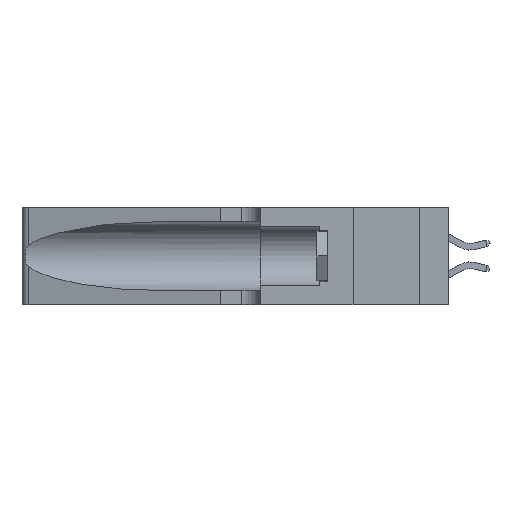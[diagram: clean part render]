
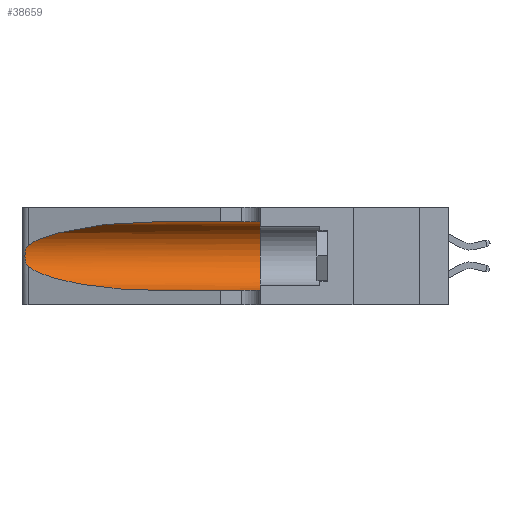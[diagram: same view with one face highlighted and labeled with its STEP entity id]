
A CAD part, left-side view. The second image highlights one B-rep face of the part: STEP entity #38659.
In plain terms, the highlighted cylindrical face has radius 3.308 mm (diameter 6.617 mm), a partial arc.
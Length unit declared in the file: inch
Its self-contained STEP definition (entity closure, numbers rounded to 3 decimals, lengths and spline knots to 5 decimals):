
#105 = CARTESIAN_POINT ( 'NONE',  ( 0.25639, 1.23184, 0.21858 ) ) ;
#1032 = VERTEX_POINT ( 'NONE', #35380 ) ;
#1591 = AXIS2_PLACEMENT_3D ( 'NONE', #11430, #39347, #18471 ) ;
#2453 = ORIENTED_EDGE ( 'NONE', *, *, #42987, .F. ) ;
#2557 = EDGE_CURVE ( 'NONE', #26647, #1032, #3380, .T. ) ;
#2847 = CARTESIAN_POINT ( 'NONE',  ( 0.1305, 0.35, 0.05475 ) ) ;
#3380 =( BOUNDED_CURVE ( )  B_SPLINE_CURVE ( 3, ( #22003, #25499, #4549, #28990 ),
 .UNSPECIFIED., .F., .T. ) 
 B_SPLINE_CURVE_WITH_KNOTS ( ( 4, 4 ),
 ( 1.5708, 2.84003 ),
 .UNSPECIFIED. ) 
 CURVE ( )  GEOMETRIC_REPRESENTATION_ITEM ( )  RATIONAL_B_SPLINE_CURVE ( ( 1., 0.87, 0.87, 1. ) ) 
 REPRESENTATION_ITEM ( '' )  );
#3557 = CARTESIAN_POINT ( 'NONE',  ( 0.1305, 0.72297, 0.05475 ) ) ;
#3666 = CARTESIAN_POINT ( 'NONE',  ( 0.25854, 1.2359, 0.20912 ) ) ;
#4549 = CARTESIAN_POINT ( 'NONE',  ( 0.2373, 1.15595, 0.28018 ) ) ;
#5742 = ORIENTED_EDGE ( 'NONE', *, *, #8744, .T. ) ;
#7173 = CARTESIAN_POINT ( 'NONE',  ( 0.26075, 1.23896, 0.19203 ) ) ;
#8390 = CARTESIAN_POINT ( 'NONE',  ( 0.1305, 0.72297, 0.31525 ) ) ;
#8729 = VECTOR ( 'NONE', #33723, 39.37008 ) ;
#8744 = EDGE_CURVE ( 'NONE', #1032, #43616, #24427, .T. ) ;
#9690 = ORIENTED_EDGE ( 'NONE', *, *, #25634, .F. ) ;
#10746 = CARTESIAN_POINT ( 'NONE',  ( 0.26017, 1.23833, 0.17102 ) ) ;
#11210 = ORIENTED_EDGE ( 'NONE', *, *, #2557, .T. ) ;
#11430 = CARTESIAN_POINT ( 'NONE',  ( 0.1305, 1.61858, 0.185 ) ) ;
#11702 = CARTESIAN_POINT ( 'NONE',  ( 0.1305, 0.35, 0.31525 ) ) ;
#11914 = CARTESIAN_POINT ( 'NONE',  ( 0.18966, 0.96281, 0.05475 ) ) ;
#12074 = ORIENTED_EDGE ( 'NONE', *, *, #41999, .T. ) ;
#13296 = EDGE_CURVE ( 'NONE', #20914, #43983, #27341, .T. ) ;
#14272 = CARTESIAN_POINT ( 'NONE',  ( 0.25789, 1.23486, 0.15765 ) ) ;
#15030 = CARTESIAN_POINT ( 'NONE',  ( 0.25487, 1.22718, 0.14631 ) ) ;
#17768 = CARTESIAN_POINT ( 'NONE',  ( 0.25555, 1.22993, 0.14849 ) ) ;
#18471 = DIRECTION ( 'NONE',  ( 0., 0., -1. ) ) ;
#19352 = AXIS2_PLACEMENT_3D ( 'NONE', #20537, #44908, #24026 ) ;
#20093 = VECTOR ( 'NONE', #21033, 39.37008 ) ;
#20537 = CARTESIAN_POINT ( 'NONE',  ( 0.1305, 0.35, 0.185 ) ) ;
#20653 = CIRCLE ( 'NONE', #19352, 0.13025 ) ;
#20914 = VERTEX_POINT ( 'NONE', #3557 ) ;
#21033 = DIRECTION ( 'NONE',  ( 0., -1., 0. ) ) ;
#21122 = CARTESIAN_POINT ( 'NONE',  ( 0.25555, 1.22994, 0.2215 ) ) ;
#22003 = CARTESIAN_POINT ( 'NONE',  ( 0.1305, 0.72297, 0.31525 ) ) ;
#24026 = DIRECTION ( 'NONE',  ( 0., 0., 1. ) ) ;
#24190 = ORIENTED_EDGE ( 'NONE', *, *, #13296, .T. ) ;
#24427 = B_SPLINE_CURVE_WITH_KNOTS ( 'NONE', 3,
 ( #31504, #21122, #105, #24628, #3666, #28125, #7173, #31658, #10746, #35145, #14272, #38645, #17768, #42153 ),
 .UNSPECIFIED., .F., .F.,
 ( 4, 2, 2, 2, 2, 2, 4 ),
 ( 0., 0.00027, 0.00053, 0.00107, 0.0016, 0.00187, 0.00214 ),
 .UNSPECIFIED. ) ;
#24628 = CARTESIAN_POINT ( 'NONE',  ( 0.25787, 1.23484, 0.2124 ) ) ;
#25499 = CARTESIAN_POINT ( 'NONE',  ( 0.18966, 0.96281, 0.31525 ) ) ;
#25634 = EDGE_CURVE ( 'NONE', #26647, #35924, #29329, .T. ) ;
#26647 = VERTEX_POINT ( 'NONE', #8390 ) ;
#27341 = LINE ( 'NONE', #44073, #8729 ) ;
#27944 = EDGE_LOOP ( 'NONE', ( #11210, #5742, #12074, #24190, #2453, #9690 ) ) ;
#28125 = CARTESIAN_POINT ( 'NONE',  ( 0.26018, 1.23835, 0.19895 ) ) ;
#28990 = CARTESIAN_POINT ( 'NONE',  ( 0.25487, 1.22718, 0.22369 ) ) ;
#29278 = CARTESIAN_POINT ( 'NONE',  ( 0.25487, 1.22718, 0.14631 ) ) ;
#29329 = LINE ( 'NONE', #38401, #20093 ) ;
#31504 = CARTESIAN_POINT ( 'NONE',  ( 0.25487, 1.22718, 0.22369 ) ) ;
#31658 = CARTESIAN_POINT ( 'NONE',  ( 0.26075, 1.23896, 0.178 ) ) ;
#32819 = CARTESIAN_POINT ( 'NONE',  ( 0.2373, 1.15595, 0.08982 ) ) ;
#33723 = DIRECTION ( 'NONE',  ( 0., -1., 0. ) ) ;
#33940 =( BOUNDED_CURVE ( )  B_SPLINE_CURVE ( 3, ( #29278, #32819, #11914, #36293 ),
 .UNSPECIFIED., .F., .T. ) 
 B_SPLINE_CURVE_WITH_KNOTS ( ( 4, 4 ),
 ( 3.44316, 4.71239 ),
 .UNSPECIFIED. ) 
 CURVE ( )  GEOMETRIC_REPRESENTATION_ITEM ( )  RATIONAL_B_SPLINE_CURVE ( ( 1., 0.87, 0.87, 1. ) ) 
 REPRESENTATION_ITEM ( '' )  );
#35145 = CARTESIAN_POINT ( 'NONE',  ( 0.25856, 1.23593, 0.16098 ) ) ;
#35380 = CARTESIAN_POINT ( 'NONE',  ( 0.25487, 1.22718, 0.22369 ) ) ;
#35924 = VERTEX_POINT ( 'NONE', #11702 ) ;
#36293 = CARTESIAN_POINT ( 'NONE',  ( 0.1305, 0.72297, 0.05475 ) ) ;
#38385 = CYLINDRICAL_SURFACE ( 'NONE', #1591, 0.13025 ) ;
#38401 = CARTESIAN_POINT ( 'NONE',  ( 0.1305, 1.61858, 0.31525 ) ) ;
#38645 = CARTESIAN_POINT ( 'NONE',  ( 0.25639, 1.23186, 0.15144 ) ) ;
#38659 = ADVANCED_FACE ( 'NONE', ( #39476 ), #38385, .F. ) ;
#39347 = DIRECTION ( 'NONE',  ( 0., -1., 0. ) ) ;
#39476 = FACE_OUTER_BOUND ( 'NONE', #27944, .T. ) ;
#41999 = EDGE_CURVE ( 'NONE', #43616, #20914, #33940, .T. ) ;
#42153 = CARTESIAN_POINT ( 'NONE',  ( 0.25487, 1.22718, 0.14631 ) ) ;
#42987 = EDGE_CURVE ( 'NONE', #35924, #43983, #20653, .T. ) ;
#43616 = VERTEX_POINT ( 'NONE', #15030 ) ;
#43983 = VERTEX_POINT ( 'NONE', #2847 ) ;
#44073 = CARTESIAN_POINT ( 'NONE',  ( 0.1305, 1.61858, 0.05475 ) ) ;
#44908 = DIRECTION ( 'NONE',  ( 0., 1., 0. ) ) ;
